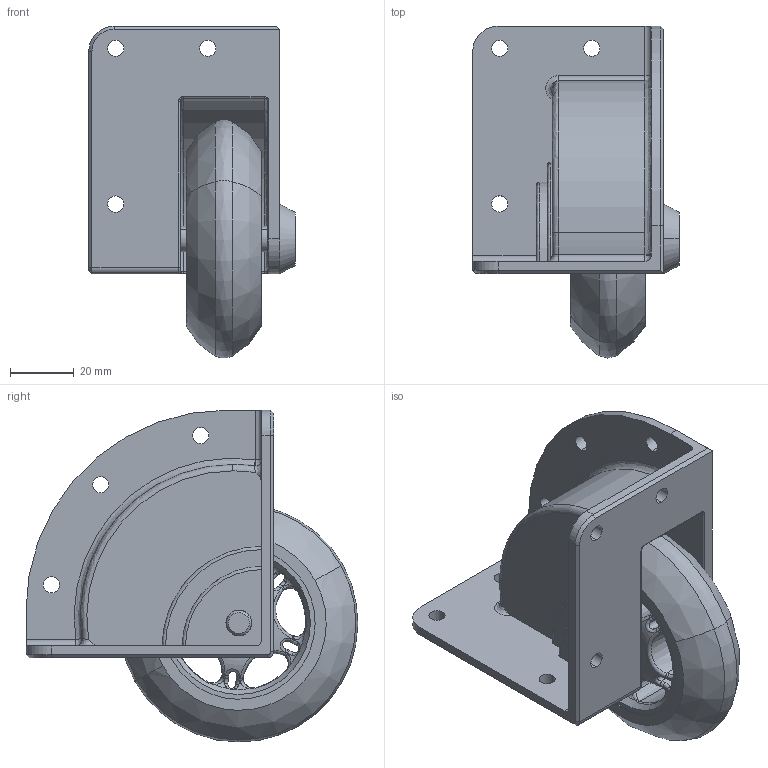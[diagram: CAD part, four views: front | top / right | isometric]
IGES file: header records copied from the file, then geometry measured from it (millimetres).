
Start section: SolidWorks IGES file using analytic representation for surfaces
Global section: file name: 37450S.IGS; native system: SolidWorks 2011; preprocessor: SolidWorks 2011; author: martinb; date: 110208.091158; units: millimetre
Bounding box: 65 x 104.5 x 104.42 mm (x, y, z)
Volume: 146177.4 mm3; surface area: 64046.8 mm2
Topology: 4 solids, 4 shells, 447 faces, 1152 edges, 691 vertices
Faces by surface type: revolution 212, bspline 156, plane 79
